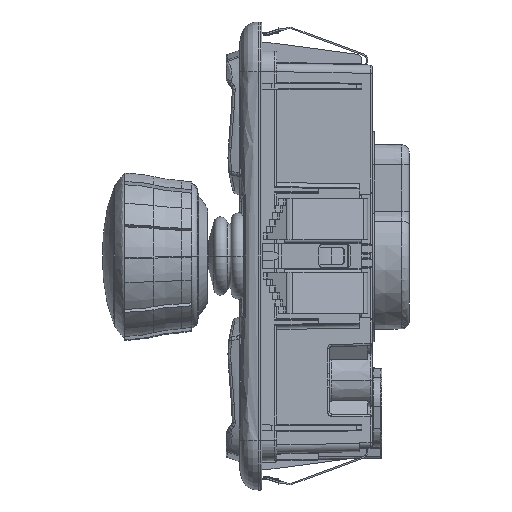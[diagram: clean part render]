
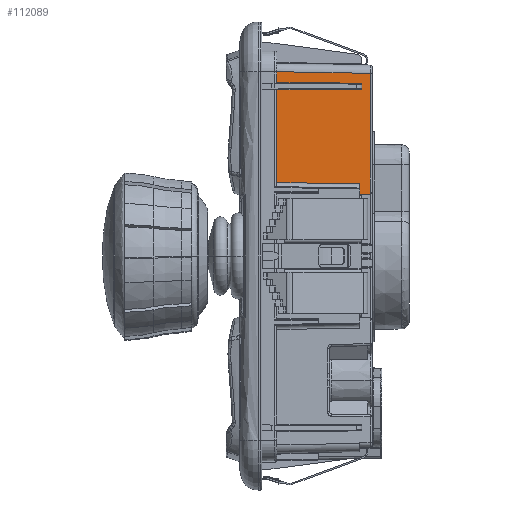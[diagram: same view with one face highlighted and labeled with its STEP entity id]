
A CAD part, left-side view. The second image highlights one B-rep face of the part: STEP entity #112089.
In plain terms, the highlighted planar face has unit normal (-1, -0.018, 0).
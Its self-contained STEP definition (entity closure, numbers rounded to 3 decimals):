
#3778=DIRECTION('',(0.,0.,1.));
#3779=VECTOR('',#3778,2.596);
#3780=CARTESIAN_POINT('',(-28.5,-3.075,41.904));
#3781=LINE('',#3780,#3779);
#3791=CARTESIAN_POINT('',(-28.5,-3.075,41.904));
#25080=DIRECTION('',(0.,0.,-1.));
#25081=VECTOR('',#25080,1.45);
#25082=CARTESIAN_POINT('',(-28.142,-23.575,41.725));
#25083=LINE('',#25082,#25081);
#25112=DIRECTION('',(-0.017,1.,0.017));
#25113=VECTOR('',#25112,20.006);
#25114=CARTESIAN_POINT('',(-28.151,-23.075,17.401));
#25115=LINE('',#25114,#25113);
#25119=DIRECTION('',(0.017,-1.,0.009));
#25120=VECTOR('',#25119,20.504);
#25121=CARTESIAN_POINT('',(-28.5,-3.075,40.096));
#25122=LINE('',#25121,#25120);
#25126=DIRECTION('',(-0.017,1.,0.009));
#25127=VECTOR('',#25126,20.504);
#25128=CARTESIAN_POINT('',(-28.142,-23.575,41.725));
#25129=LINE('',#25128,#25127);
#25133=DIRECTION('',(0.017,-1.,-0.017));
#25134=VECTOR('',#25133,22.516);
#25135=CARTESIAN_POINT('',(-28.5,-3.075,44.5));
#25136=LINE('',#25135,#25134);
#25140=DIRECTION('',(0.,0.,-1.));
#25141=VECTOR('',#25140,29.159);
#25142=CARTESIAN_POINT('',(-28.107,-25.584,
44.107));
#25143=LINE('',#25142,#25141);
#25147=DIRECTION('',(0.017,-1.,0.01));
#25148=VECTOR('',#25147,2.505);
#25149=CARTESIAN_POINT('',(-28.151,-23.075,14.925));
#25150=LINE('',#25149,#25148);
#25202=DIRECTION('',(0.,0.,-1.));
#25203=VECTOR('',#25202,2.476);
#25204=CARTESIAN_POINT('',(-28.151,-23.075,17.401));
#25205=LINE('',#25204,#25203);
#25281=CARTESIAN_POINT('',(-28.109,-25.575,
14.946));
#53933=CARTESIAN_POINT('',(-28.5,-3.075,17.75));
#53963=DIRECTION('',(0.,0.,1.));
#53964=VECTOR('',#53963,22.346);
#53965=CARTESIAN_POINT('',(-28.5,-3.075,17.75));
#53966=LINE('',#53965,#53964);
#63496=CARTESIAN_POINT('',(-28.5,-3.075,44.5));
#66407=CARTESIAN_POINT('',(-28.151,-23.075,14.925));
#66408=VERTEX_POINT('',#66407);
#66417=VERTEX_POINT('',#63496);
#66523=VERTEX_POINT('',#25281);
#66524=CARTESIAN_POINT('',(-28.107,-25.584,
44.107));
#66525=VERTEX_POINT('',#66524);
#66551=VERTEX_POINT('',#53933);
#66552=CARTESIAN_POINT('',(-28.151,-23.075,17.401));
#66553=VERTEX_POINT('',#66552);
#68080=VERTEX_POINT('',#3791);
#68081=CARTESIAN_POINT('',(-28.142,-23.575,41.725));
#68082=VERTEX_POINT('',#68081);
#68085=CARTESIAN_POINT('',(-28.5,-3.075,40.096));
#68086=CARTESIAN_POINT('',(-28.142,-23.575,40.275));
#68087=VERTEX_POINT('',#68085);
#68088=VERTEX_POINT('',#68086);
#112065=CARTESIAN_POINT('',(-28.5,-3.075,-49.222));
#112066=DIRECTION('',(-1.,-0.017,0.));
#112067=DIRECTION('',(0.,0.,-1.));
#112068=AXIS2_PLACEMENT_3D('',#112065,#112066,#112067);
#112069=PLANE('',#112068);
#112071=ORIENTED_EDGE('',*,*,#112070,.T.);
#112073=ORIENTED_EDGE('',*,*,#112072,.T.);
#112075=ORIENTED_EDGE('',*,*,#112074,.T.);
#112076=ORIENTED_EDGE('',*,*,#112019,.F.);
#112077=ORIENTED_EDGE('',*,*,#112046,.T.);
#112078=ORIENTED_EDGE('',*,*,#80163,.T.);
#112080=ORIENTED_EDGE('',*,*,#112079,.T.);
#112082=ORIENTED_EDGE('',*,*,#112081,.T.);
#112084=ORIENTED_EDGE('',*,*,#112083,.F.);
#112086=ORIENTED_EDGE('',*,*,#112085,.F.);
#112087=EDGE_LOOP('',(#112071,#112073,#112075,#112076,#112077,#112078,#112080,
#112082,#112084,#112086));
#112088=FACE_OUTER_BOUND('',#112087,.F.);
#112089=ADVANCED_FACE('',(#112088),#112069,.T.);
#80163=EDGE_CURVE('',#68080,#66417,#3781,.T.);
#112019=EDGE_CURVE('',#68082,#68088,#25083,.T.);
#112046=EDGE_CURVE('',#68082,#68080,#25129,.T.);
#112070=EDGE_CURVE('',#66553,#66551,#25115,.T.);
#112072=EDGE_CURVE('',#66551,#68087,#53966,.T.);
#112074=EDGE_CURVE('',#68087,#68088,#25122,.T.);
#112079=EDGE_CURVE('',#66417,#66525,#25136,.T.);
#112081=EDGE_CURVE('',#66525,#66523,#25143,.T.);
#112083=EDGE_CURVE('',#66408,#66523,#25150,.T.);
#112085=EDGE_CURVE('',#66553,#66408,#25205,.T.);
